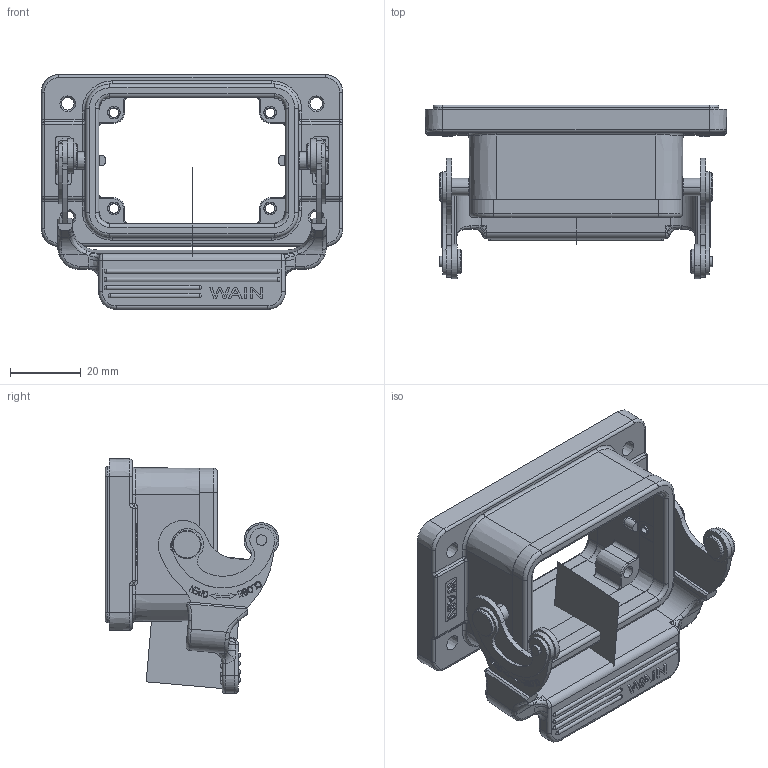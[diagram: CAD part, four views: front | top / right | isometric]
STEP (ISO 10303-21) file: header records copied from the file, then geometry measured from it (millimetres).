
FILE_DESCRIPTION((''),'2;1');
FILE_NAME('H6B-BK-1','2018-10-17T',('sy.ji'),(''),'PRO/ENGINEER BY PARAMETRIC TECHNOLOGY CORPORATION, 2014310','PRO/ENGINEER BY PARAMETRIC TECHNOLOGY CORPORATION, 2014310','');
FILE_SCHEMA(('CONFIG_CONTROL_DESIGN'));
Products named in the file (1): H6B-BK-1
Bounding box: 85 x 48.99 x 66.22 mm (x, y, z)
Volume: 43952.3 mm3; surface area: 32526.1 mm2
Topology: 1 solids, 39 shells, 1606 faces, 4317 edges, 2790 vertices
Faces by surface type: plane 670, cylinder 364, extrusion 258, cone 106, torus 92, sphere 72, bspline 44
Entity records: 55434 total; most frequent: CARTESIAN_POINT 15213, ORIENTED_EDGE 8474, DIRECTION 7475, EDGE_CURVE 4276, VERTEX_POINT 2790, VECTOR 2581, AXIS2_PLACEMENT_3D 2447, LINE 2323
